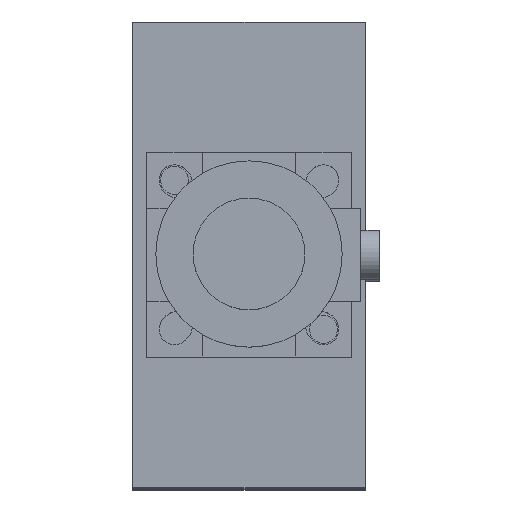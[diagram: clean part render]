
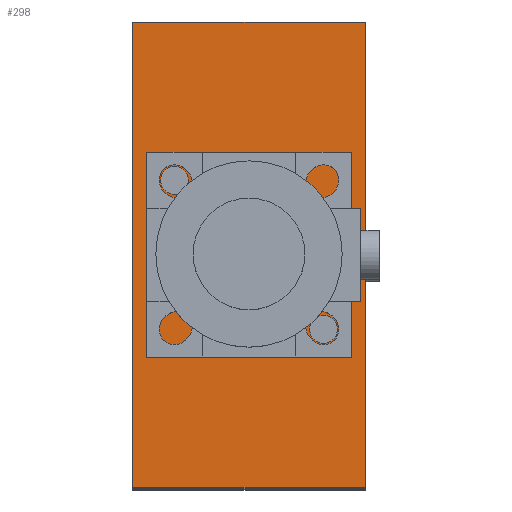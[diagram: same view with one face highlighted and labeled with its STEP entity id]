
A CAD part, top view. The second image highlights one B-rep face of the part: STEP entity #298.
In plain terms, the highlighted free-form (B-spline) face has degree [1, 1] with [2, 2] control points.
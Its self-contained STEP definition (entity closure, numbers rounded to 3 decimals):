
#88=CARTESIAN_POINT('',(6.5,-8.0,74.0));
#89=VERTEX_POINT('',#88);
#90=CARTESIAN_POINT('',(8.0,-8.0,74.0));
#91=DIRECTION('',(0.0,0.0,-1.0));
#92=DIRECTION('',(-1.0,0.0,0.0));
#93=AXIS2_PLACEMENT_3D('',#90,#91,#92);
#94=CIRCLE('',#93,1.5);
#95=EDGE_CURVE('',#89,#89,#94,.T.);
#125=CARTESIAN_POINT('',(-9.5,8.,74.0));
#126=VERTEX_POINT('',#125);
#127=CARTESIAN_POINT('',(-8.,8.,74.0));
#128=DIRECTION('',(0.0,0.0,-1.0));
#129=DIRECTION('',(-1.0,0.0,0.0));
#130=AXIS2_PLACEMENT_3D('',#127,#128,#129);
#131=CIRCLE('',#130,1.5);
#132=EDGE_CURVE('',#126,#126,#131,.T.);
#162=CARTESIAN_POINT('',(-12.499,24.999,74.0));
#163=VERTEX_POINT('',#162);
#164=CARTESIAN_POINT('',(-12.499,-24.999,74.0));
#165=VERTEX_POINT('',#164);
#166=CARTESIAN_POINT('',(-12.499,24.999,74.0));
#167=DIRECTION('',(0.0,-1.0,0.0));
#168=VECTOR('',#167,49.998);
#169=LINE('',#166,#168);
#170=EDGE_CURVE('',#163,#165,#169,.T.);
#202=CARTESIAN_POINT('',(12.499,-24.999,74.0));
#203=VERTEX_POINT('',#202);
#204=CARTESIAN_POINT('',(-12.499,-24.999,74.0));
#205=DIRECTION('',(1.0,0.0,0.0));
#206=VECTOR('',#205,24.998);
#207=LINE('',#204,#206);
#208=EDGE_CURVE('',#165,#203,#207,.T.);
#233=CARTESIAN_POINT('',(12.499,24.999,74.0));
#234=VERTEX_POINT('',#233);
#235=CARTESIAN_POINT('',(12.499,-24.999,74.0));
#236=DIRECTION('',(0.0,1.0,0.0));
#237=VECTOR('',#236,49.998);
#238=LINE('',#235,#237);
#239=EDGE_CURVE('',#203,#234,#238,.T.);
#264=CARTESIAN_POINT('',(12.499,24.999,74.0));
#265=DIRECTION('',(-1.0,0.0,0.0));
#266=VECTOR('',#265,24.998);
#267=LINE('',#264,#266);
#268=EDGE_CURVE('',#234,#163,#267,.T.);
#281=CARTESIAN_POINT('',(-12.499,24.999,74.0));
#282=CARTESIAN_POINT('',(12.499,24.999,74.0));
#283=CARTESIAN_POINT('',(-12.499,-24.999,74.0));
#284=CARTESIAN_POINT('',(12.499,-24.999,74.0));
#285=B_SPLINE_SURFACE_WITH_KNOTS('',1,1,((#281,#283),(#282,#284)),.UNSPECIFIED.,.F.,.F.,.U.,(2,2),(2,2),(0.0,24.998),(0.0,49.998),.UNSPECIFIED.);
#286=ORIENTED_EDGE('',*,*,#170,.T.);
#287=ORIENTED_EDGE('',*,*,#208,.T.);
#288=ORIENTED_EDGE('',*,*,#239,.T.);
#289=ORIENTED_EDGE('',*,*,#268,.T.);
#290=EDGE_LOOP('',(#286,#287,#288,#289));
#291=FACE_OUTER_BOUND('',#290,.T.);
#292=ORIENTED_EDGE('',*,*,#95,.T.);
#293=EDGE_LOOP('',(#292));
#294=FACE_BOUND('',#293,.T.);
#295=ORIENTED_EDGE('',*,*,#132,.T.);
#296=EDGE_LOOP('',(#295));
#297=FACE_BOUND('',#296,.T.);
#298=ADVANCED_FACE('',(#291,#294,#297),#285,.F.);
